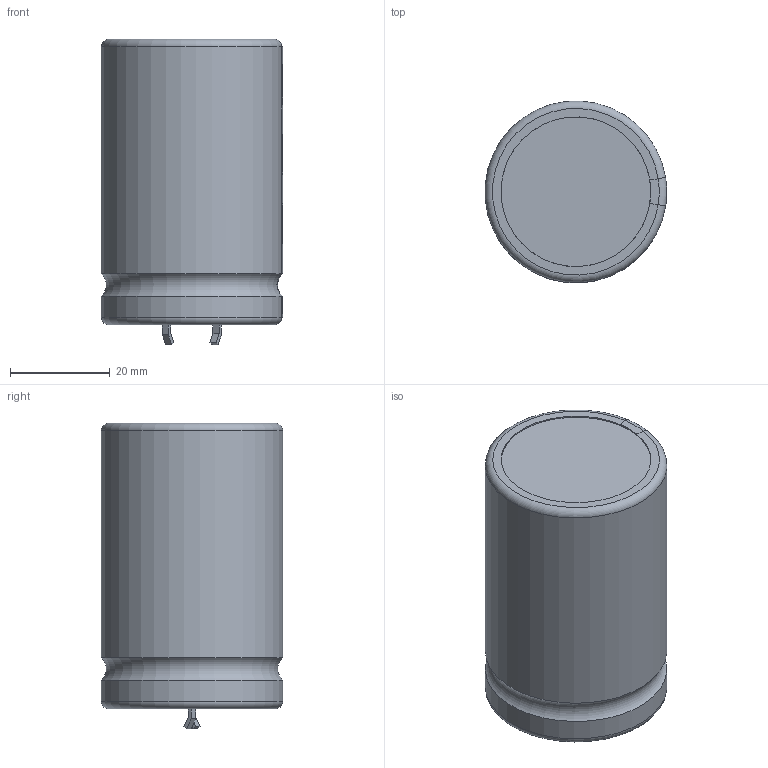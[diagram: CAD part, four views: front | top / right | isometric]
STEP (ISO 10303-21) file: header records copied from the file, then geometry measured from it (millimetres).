
FILE_DESCRIPTION(/* description */ (''),/* implementation_level */ '2;1');
FILE_NAME(/* name */ 'CAPPR1000-3640X5720.stp',/* time_stamp */ '2016-12-06T13:58:46+01:00',/* author */ ('jchouvet'),/* organization */ (''),/* preprocessor_version */ 'ST-DEVELOPER v16.1',/* originating_system */ 'AutoCAD Mechanical',/* authorisation */ '');
FILE_SCHEMA (('AUTOMOTIVE_DESIGN { 1 0 10303 214 3 1 1 }'));
Length unit declared in the file: millimetre
Products named in the file (1): Product
Bounding box: 36.33 x 36.36 x 61.2 mm (x, y, z)
Volume: 59294.6 mm3; surface area: 17100.3 mm2
Topology: 16 solids, 16 shells, 177 faces, 416 edges, 276 vertices
Faces by surface type: plane 122, cylinder 38, torus 9, bspline 8
Full cylindrical faces by diameter (mm): 30 x2
Entity records: 5176 total; most frequent: DIRECTION 912, CARTESIAN_POINT 892, ORIENTED_EDGE 828, EDGE_CURVE 414, AXIS2_PLACEMENT_3D 328, VERTEX_POINT 276, LINE 256, VECTOR 256
